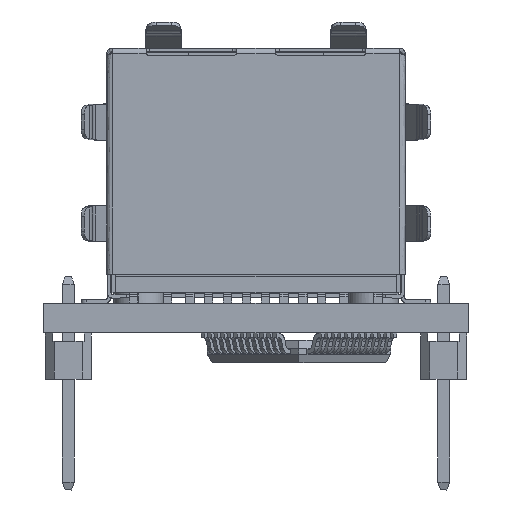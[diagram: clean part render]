
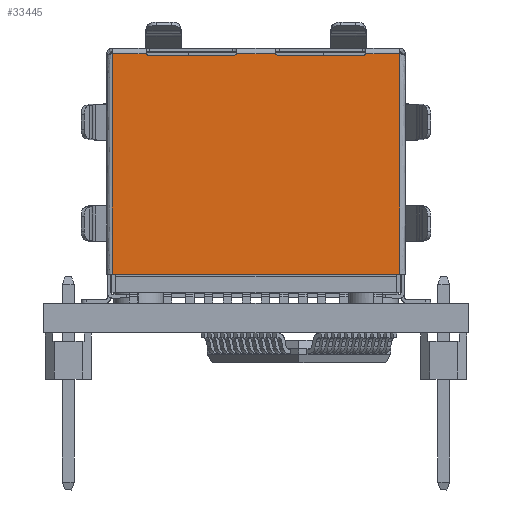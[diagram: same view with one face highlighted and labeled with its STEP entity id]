
A CAD part, front view. The second image highlights one B-rep face of the part: STEP entity #33445.
In plain terms, the highlighted free-form (B-spline) face has degree [1, 1] with [2, 2] control points.
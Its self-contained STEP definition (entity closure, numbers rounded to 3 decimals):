
#30407 = VERTEX_POINT('',#30408);
#30408 = CARTESIAN_POINT('',(26.217,2.992,
    18.375));
#30501 = VERTEX_POINT('',#30502);
#30502 = CARTESIAN_POINT('',(23.722,2.992,
    18.375));
#30525 = VERTEX_POINT('',#30526);
#30526 = CARTESIAN_POINT('',(17.074,2.992,
    18.375));
#30547 = VERTEX_POINT('',#30548);
#30548 = CARTESIAN_POINT('',(14.203,2.992,
    18.375));
#30571 = VERTEX_POINT('',#30572);
#30572 = CARTESIAN_POINT('',(7.555,2.992,
    18.375));
#30593 = VERTEX_POINT('',#30594);
#30594 = CARTESIAN_POINT('',(5.06,2.992,
    18.375));
#31078 = EDGE_CURVE('',#30501,#30407,#31079,.T.);
#31079 = B_SPLINE_CURVE_WITH_KNOTS('',1,(#31080,#31081),.UNSPECIFIED.,
  .F.,.F.,(2,2),(-2.79,-0.955),
  .PIECEWISE_BEZIER_KNOTS.);
#31080 = CARTESIAN_POINT('',(23.722,2.992,
    18.375));
#31081 = CARTESIAN_POINT('',(26.217,2.992,
    18.375));
#31094 = EDGE_CURVE('',#30547,#30525,#31095,.T.);
#31095 = B_SPLINE_CURVE_WITH_KNOTS('',1,(#31096,#31097),.UNSPECIFIED.,
  .F.,.F.,(2,2),(-3.199,-1.088),
  .PIECEWISE_BEZIER_KNOTS.);
#31096 = CARTESIAN_POINT('',(14.203,2.992,
    18.375));
#31097 = CARTESIAN_POINT('',(17.074,2.992,
    18.375));
#31112 = EDGE_CURVE('',#30593,#30571,#31113,.T.);
#31113 = B_SPLINE_CURVE_WITH_KNOTS('',1,(#31114,#31115),.UNSPECIFIED.,
  .F.,.F.,(2,2),(-2.79,-0.955),
  .PIECEWISE_BEZIER_KNOTS.);
#31114 = CARTESIAN_POINT('',(5.06,2.992,
    18.375));
#31115 = CARTESIAN_POINT('',(7.555,2.992,
    18.375));
#32777 = VERTEX_POINT('',#32778);
#32778 = CARTESIAN_POINT('',(26.217,2.992,
    2.153));
#32784 = EDGE_CURVE('',#32785,#32777,#32787,.T.);
#32785 = VERTEX_POINT('',#32786);
#32786 = CARTESIAN_POINT('',(5.06,2.992,
    2.153));
#32787 = B_SPLINE_CURVE_WITH_KNOTS('',1,(#32788,#32789),.UNSPECIFIED.,
  .F.,.F.,(2,2),(-15.559,-0.),.PIECEWISE_BEZIER_KNOTS.);
#32788 = CARTESIAN_POINT('',(5.06,2.992,
    2.153));
#32789 = CARTESIAN_POINT('',(26.217,2.992,
    2.153));
#32866 = EDGE_CURVE('',#30501,#32867,#32869,.T.);
#32867 = VERTEX_POINT('',#32868);
#32868 = CARTESIAN_POINT('',(23.457,2.992,
    18.249));
#32869 = ( BOUNDED_CURVE() B_SPLINE_CURVE(2,(#32870,#32871,#32872),
.UNSPECIFIED.,.F.,.F.) B_SPLINE_CURVE_WITH_KNOTS((3,3),(2.25,
3.142),.PIECEWISE_BEZIER_KNOTS.) CURVE() 
GEOMETRIC_REPRESENTATION_ITEM() RATIONAL_B_SPLINE_CURVE((1.,
0.902,1.)) REPRESENTATION_ITEM('') );
#32870 = CARTESIAN_POINT('',(23.722,2.992,
    18.375));
#32871 = CARTESIAN_POINT('',(23.62,2.992,
    18.249));
#32872 = CARTESIAN_POINT('',(23.457,2.992,
    18.249));
#32893 = VERTEX_POINT('',#32894);
#32894 = CARTESIAN_POINT('',(17.338,2.992,
    18.249));
#32899 = EDGE_CURVE('',#32867,#32893,#32900,.T.);
#32900 = B_SPLINE_CURVE_WITH_KNOTS('',1,(#32901,#32902),.UNSPECIFIED.,
  .F.,.F.,(2,2),(-4.5,0.),.PIECEWISE_BEZIER_KNOTS.);
#32901 = CARTESIAN_POINT('',(23.457,2.992,
    18.249));
#32902 = CARTESIAN_POINT('',(17.338,2.992,
    18.249));
#32915 = EDGE_CURVE('',#32893,#30525,#32916,.T.);
#32916 = ( BOUNDED_CURVE() B_SPLINE_CURVE(2,(#32917,#32918,#32919),
.UNSPECIFIED.,.F.,.F.) B_SPLINE_CURVE_WITH_KNOTS((3,3),(3.142,
4.033),.PIECEWISE_BEZIER_KNOTS.) CURVE() 
GEOMETRIC_REPRESENTATION_ITEM() RATIONAL_B_SPLINE_CURVE((1.,
0.902,1.)) REPRESENTATION_ITEM('') );
#32917 = CARTESIAN_POINT('',(17.338,2.992,
    18.249));
#32918 = CARTESIAN_POINT('',(17.176,2.992,
    18.249));
#32919 = CARTESIAN_POINT('',(17.074,2.992,
    18.375));
#32932 = EDGE_CURVE('',#30547,#32933,#32935,.T.);
#32933 = VERTEX_POINT('',#32934);
#32934 = CARTESIAN_POINT('',(13.938,2.992,
    18.249));
#32935 = ( BOUNDED_CURVE() B_SPLINE_CURVE(2,(#32936,#32937,#32938),
.UNSPECIFIED.,.F.,.F.) B_SPLINE_CURVE_WITH_KNOTS((3,3),(2.25,
3.142),.PIECEWISE_BEZIER_KNOTS.) CURVE() 
GEOMETRIC_REPRESENTATION_ITEM() RATIONAL_B_SPLINE_CURVE((1.,
0.902,1.)) REPRESENTATION_ITEM('') );
#32936 = CARTESIAN_POINT('',(14.203,2.992,
    18.375));
#32937 = CARTESIAN_POINT('',(14.101,2.992,
    18.249));
#32938 = CARTESIAN_POINT('',(13.938,2.992,
    18.249));
#32959 = VERTEX_POINT('',#32960);
#32960 = CARTESIAN_POINT('',(7.819,2.992,
    18.249));
#32965 = EDGE_CURVE('',#32933,#32959,#32966,.T.);
#32966 = B_SPLINE_CURVE_WITH_KNOTS('',1,(#32967,#32968),.UNSPECIFIED.,
  .F.,.F.,(2,2),(0.,4.5),.PIECEWISE_BEZIER_KNOTS.);
#32967 = CARTESIAN_POINT('',(13.938,2.992,
    18.249));
#32968 = CARTESIAN_POINT('',(7.819,2.992,
    18.249));
#32981 = EDGE_CURVE('',#32959,#30571,#32982,.T.);
#32982 = ( BOUNDED_CURVE() B_SPLINE_CURVE(2,(#32983,#32984,#32985),
.UNSPECIFIED.,.F.,.F.) B_SPLINE_CURVE_WITH_KNOTS((3,3),(3.142,
4.033),.PIECEWISE_BEZIER_KNOTS.) CURVE() 
GEOMETRIC_REPRESENTATION_ITEM() RATIONAL_B_SPLINE_CURVE((1.,
0.902,1.)) REPRESENTATION_ITEM('') );
#32983 = CARTESIAN_POINT('',(7.819,2.992,
    18.249));
#32984 = CARTESIAN_POINT('',(7.657,2.992,
    18.249));
#32985 = CARTESIAN_POINT('',(7.555,2.992,
    18.375));
#33445 = ADVANCED_FACE('',(#33446),#33468,.F.);
#33446 = FACE_BOUND('',#33447,.T.);
#33447 = EDGE_LOOP('',(#33448,#33449,#33450,#33451,#33456,#33457,#33462,
    #33463,#33464,#33465,#33466,#33467));
#33448 = ORIENTED_EDGE('',*,*,#32965,.T.);
#33449 = ORIENTED_EDGE('',*,*,#32981,.T.);
#33450 = ORIENTED_EDGE('',*,*,#31112,.F.);
#33451 = ORIENTED_EDGE('',*,*,#33452,.F.);
#33452 = EDGE_CURVE('',#32785,#30593,#33453,.T.);
#33453 = B_SPLINE_CURVE_WITH_KNOTS('',1,(#33454,#33455),.UNSPECIFIED.,
  .F.,.F.,(2,2),(0.,11.929),.PIECEWISE_BEZIER_KNOTS.);
#33454 = CARTESIAN_POINT('',(5.06,2.992,
    2.153));
#33455 = CARTESIAN_POINT('',(5.06,2.992,
    18.375));
#33456 = ORIENTED_EDGE('',*,*,#32784,.T.);
#33457 = ORIENTED_EDGE('',*,*,#33458,.F.);
#33458 = EDGE_CURVE('',#30407,#32777,#33459,.T.);
#33459 = B_SPLINE_CURVE_WITH_KNOTS('',1,(#33460,#33461),.UNSPECIFIED.,
  .F.,.F.,(2,2),(-11.929,0.),.PIECEWISE_BEZIER_KNOTS.);
#33460 = CARTESIAN_POINT('',(26.217,2.992,
    18.375));
#33461 = CARTESIAN_POINT('',(26.217,2.992,
    2.153));
#33462 = ORIENTED_EDGE('',*,*,#31078,.F.);
#33463 = ORIENTED_EDGE('',*,*,#32866,.T.);
#33464 = ORIENTED_EDGE('',*,*,#32899,.T.);
#33465 = ORIENTED_EDGE('',*,*,#32915,.T.);
#33466 = ORIENTED_EDGE('',*,*,#31094,.F.);
#33467 = ORIENTED_EDGE('',*,*,#32932,.T.);
#33468 = B_SPLINE_SURFACE_WITH_KNOTS('',1,1,(
    (#33469,#33470)
    ,(#33471,#33472
    )),.UNSPECIFIED.,.F.,.F.,.F.,(2,2),(2,2),(-11.929,0.),(0.,
    15.559),.PIECEWISE_BEZIER_KNOTS.);
#33469 = CARTESIAN_POINT('',(26.217,2.992,
    18.375));
#33470 = CARTESIAN_POINT('',(5.06,2.992,
    18.375));
#33471 = CARTESIAN_POINT('',(26.217,2.992,
    2.153));
#33472 = CARTESIAN_POINT('',(5.06,2.992,
    2.153));
